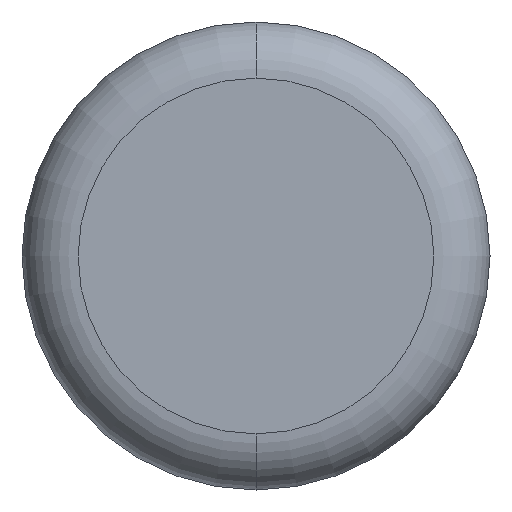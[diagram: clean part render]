
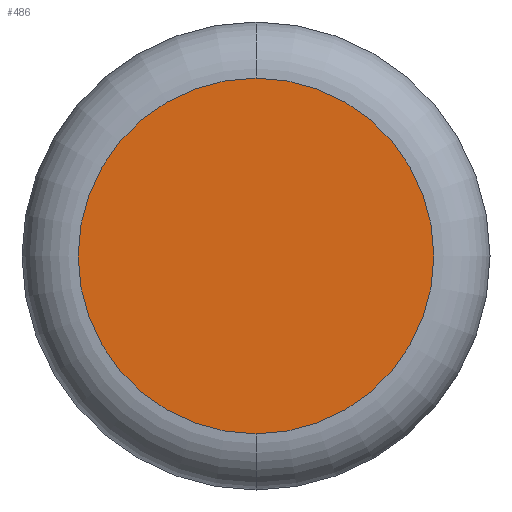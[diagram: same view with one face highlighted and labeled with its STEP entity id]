
A CAD part, front view. The second image highlights one B-rep face of the part: STEP entity #486.
In plain terms, the highlighted planar face has unit normal (0, -1, 0).
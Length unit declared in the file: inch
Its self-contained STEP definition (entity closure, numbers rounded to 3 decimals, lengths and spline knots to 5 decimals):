
#20 = EDGE_CURVE ( 'NONE', #52, #341, #234, .T. ) ;
#42 = CARTESIAN_POINT ( 'NONE',  ( 0., 0., 0. ) ) ;
#52 = VERTEX_POINT ( 'NONE', #347 ) ;
#90 = CIRCLE ( 'NONE', #456, 0.19 ) ;
#131 = DIRECTION ( 'NONE',  ( 0., 0., -1. ) ) ;
#171 = ORIENTED_EDGE ( 'NONE', *, *, #20, .T. ) ;
#177 = CARTESIAN_POINT ( 'NONE',  ( 0., 0., 0. ) ) ;
#186 = FACE_OUTER_BOUND ( 'NONE', #217, .T. ) ;
#217 = EDGE_LOOP ( 'NONE', ( #548, #171 ) ) ;
#234 = CIRCLE ( 'NONE', #250, 0.19 ) ;
#250 = AXIS2_PLACEMENT_3D ( 'NONE', #42, #458, #546 ) ;
#281 = DIRECTION ( 'NONE',  ( 0., -1., 0. ) ) ;
#288 = CARTESIAN_POINT ( 'NONE',  ( 0., 0., -0.19 ) ) ;
#289 = CARTESIAN_POINT ( 'NONE',  ( 0., 0., 0. ) ) ;
#321 = PLANE ( 'NONE',  #357 ) ;
#341 = VERTEX_POINT ( 'NONE', #288 ) ;
#347 = CARTESIAN_POINT ( 'NONE',  ( 0., 0., 0.19 ) ) ;
#357 = AXIS2_PLACEMENT_3D ( 'NONE', #289, #281, #448 ) ;
#366 = DIRECTION ( 'NONE',  ( 0., -1., 0. ) ) ;
#448 = DIRECTION ( 'NONE',  ( 0., 0., -1. ) ) ;
#449 = EDGE_CURVE ( 'NONE', #341, #52, #90, .T. ) ;
#456 = AXIS2_PLACEMENT_3D ( 'NONE', #177, #366, #131 ) ;
#458 = DIRECTION ( 'NONE',  ( 0., -1., 0. ) ) ;
#486 = ADVANCED_FACE ( 'NONE', ( #186 ), #321, .T. ) ;
#546 = DIRECTION ( 'NONE',  ( 0., 0., -1. ) ) ;
#548 = ORIENTED_EDGE ( 'NONE', *, *, #449, .T. ) ;
